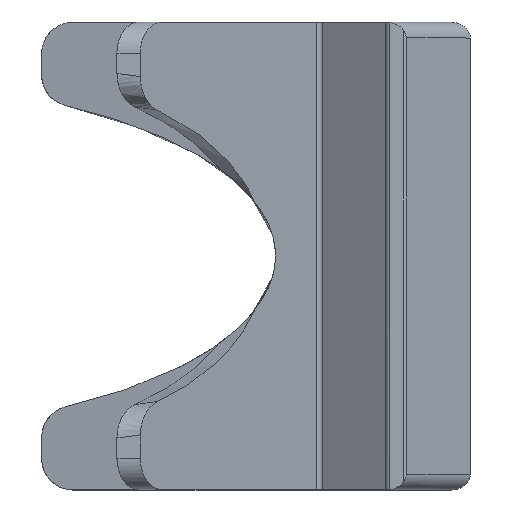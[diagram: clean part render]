
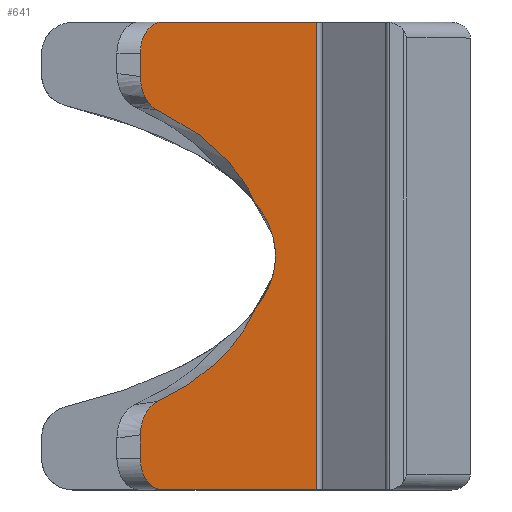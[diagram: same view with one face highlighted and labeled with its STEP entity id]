
A CAD part, top view. The second image highlights one B-rep face of the part: STEP entity #641.
In plain terms, the highlighted planar face has unit normal (0.819, 0, 0.574).
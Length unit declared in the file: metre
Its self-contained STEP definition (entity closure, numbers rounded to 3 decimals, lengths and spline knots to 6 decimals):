
#38=B_SPLINE_CURVE_WITH_KNOTS('',3,(#1095,#1096,#1097,#1098,#1099),
 .UNSPECIFIED.,.F.,.F.,(4,1,4),(0.,0.003067,0.006135),
 .UNSPECIFIED.);
#39=B_SPLINE_CURVE_WITH_KNOTS('',3,(#1100,#1101,#1102,#1103,#1104,#1105,
#1106,#1107,#1108,#1109,#1110),.UNSPECIFIED.,.F.,.F.,(4,1,1,1,1,1,1,1,4),
(0.027513,0.029657,0.0318,0.033943,
0.036086,0.038229,0.040372,0.042515,
0.044658),.UNSPECIFIED.);
#40=B_SPLINE_CURVE_WITH_KNOTS('',3,(#1111,#1112,#1113,#1114,#1115),
 .UNSPECIFIED.,.F.,.F.,(4,1,4),(0.,0.003064,
0.006128),.UNSPECIFIED.);
#67=ELLIPSE('',#684,0.0525,0.022136);
#70=ELLIPSE('',#687,0.0525,0.022136);
#77=ELLIPSE('',#705,0.004883,0.004);
#78=ELLIPSE('',#706,0.004883,0.004);
#149=ORIENTED_EDGE('',*,*,#340,.F.);
#150=ORIENTED_EDGE('',*,*,#341,.T.);
#151=ORIENTED_EDGE('',*,*,#342,.T.);
#152=ORIENTED_EDGE('',*,*,#343,.T.);
#153=ORIENTED_EDGE('',*,*,#319,.F.);
#154=ORIENTED_EDGE('',*,*,#344,.T.);
#155=ORIENTED_EDGE('',*,*,#291,.T.);
#156=ORIENTED_EDGE('',*,*,#345,.F.);
#157=ORIENTED_EDGE('',*,*,#297,.T.);
#158=ORIENTED_EDGE('',*,*,#346,.T.);
#159=ORIENTED_EDGE('',*,*,#347,.F.);
#160=ORIENTED_EDGE('',*,*,#348,.T.);
#291=EDGE_CURVE('',#390,#391,#67,.T.);
#297=EDGE_CURVE('',#397,#396,#70,.T.);
#319=EDGE_CURVE('',#414,#415,#460,.T.);
#340=EDGE_CURVE('',#432,#433,#478,.T.);
#341=EDGE_CURVE('',#432,#434,#479,.T.);
#342=EDGE_CURVE('',#434,#435,#480,.T.);
#343=EDGE_CURVE('',#435,#415,#77,.F.);
#344=EDGE_CURVE('',#414,#390,#38,.T.);
#345=EDGE_CURVE('',#397,#391,#39,.T.);
#346=EDGE_CURVE('',#396,#436,#40,.T.);
#347=EDGE_CURVE('',#437,#436,#481,.T.);
#348=EDGE_CURVE('',#437,#433,#78,.F.);
#390=VERTEX_POINT('',#941);
#391=VERTEX_POINT('',#942);
#396=VERTEX_POINT('',#971);
#397=VERTEX_POINT('',#973);
#414=VERTEX_POINT('',#1040);
#415=VERTEX_POINT('',#1041);
#432=VERTEX_POINT('',#1088);
#433=VERTEX_POINT('',#1089);
#434=VERTEX_POINT('',#1091);
#435=VERTEX_POINT('',#1093);
#436=VERTEX_POINT('',#1116);
#437=VERTEX_POINT('',#1118);
#460=LINE('',#1039,#509);
#478=LINE('',#1087,#527);
#479=LINE('',#1090,#528);
#480=LINE('',#1092,#529);
#481=LINE('',#1117,#530);
#509=VECTOR('',#795,1.);
#527=VECTOR('',#829,1.);
#528=VECTOR('',#830,1.);
#529=VECTOR('',#831,1.);
#530=VECTOR('',#834,1.);
#555=EDGE_LOOP('',(#149,#150,#151,#152,#153,#154,#155,#156,#157,#158,#159,
#160));
#590=FACE_BOUND('',#555,.T.);
#623=PLANE('',#704);
#641=ADVANCED_FACE('',(#590),#623,.F.);
#684=AXIS2_PLACEMENT_3D('',#940,#758,#759);
#687=AXIS2_PLACEMENT_3D('',#972,#764,#765);
#704=AXIS2_PLACEMENT_3D('',#1086,#827,#828);
#705=AXIS2_PLACEMENT_3D('',#1094,#832,#833);
#706=AXIS2_PLACEMENT_3D('',#1119,#835,#836);
#758=DIRECTION('',(-0.819,0.,-0.574));
#759=DIRECTION('',(-0.574,0.,0.819));
#764=DIRECTION('',(-0.819,0.,-0.574));
#765=DIRECTION('',(-0.574,0.,0.819));
#795=DIRECTION('',(0.,1.,0.));
#827=DIRECTION('',(-0.819,0.,-0.574));
#828=DIRECTION('',(-0.574,0.,0.819));
#829=DIRECTION('',(-0.574,0.,0.819));
#830=DIRECTION('',(0.,1.,0.));
#831=DIRECTION('',(-0.574,0.,0.819));
#832=DIRECTION('',(-0.819,0.,-0.574));
#833=DIRECTION('',(-0.574,0.,0.819));
#834=DIRECTION('',(0.,1.,0.));
#835=DIRECTION('',(-0.819,0.,-0.574));
#836=DIRECTION('',(0.574,0.,-0.819));
#940=CARTESIAN_POINT('',(-0.036835,0.,0.055107));
#941=CARTESIAN_POINT('',(-0.020734,0.018706,0.032111));
#942=CARTESIAN_POINT('',(-0.008233,0.006922,0.014257));
#971=CARTESIAN_POINT('',(-0.020734,-0.018706,0.032111));
#972=CARTESIAN_POINT('',(-0.036835,0.,0.055107));
#973=CARTESIAN_POINT('',(-0.008233,-0.006922,0.014257));
#1039=CARTESIAN_POINT('',(-0.022943,-0.03,0.035266));
#1040=CARTESIAN_POINT('',(-0.022943,0.022983,0.035266));
#1041=CARTESIAN_POINT('',(-0.022943,0.026,0.035266));
#1086=CARTESIAN_POINT('',(-0.011472,-0.03,0.018883));
#1087=CARTESIAN_POINT('',(-0.011472,-0.03,0.018883));
#1088=CARTESIAN_POINT('',(-0.000287,-0.03,0.00291));
#1089=CARTESIAN_POINT('',(-0.020142,-0.03,0.031266));
#1090=CARTESIAN_POINT('',(-0.000287,0.03,0.00291));
#1091=CARTESIAN_POINT('',(-0.000287,0.03,0.00291));
#1092=CARTESIAN_POINT('',(-0.011472,0.03,0.018883));
#1093=CARTESIAN_POINT('',(-0.020142,0.03,0.031266));
#1094=CARTESIAN_POINT('',(-0.020142,0.026,0.031266));
#1095=CARTESIAN_POINT('',(-0.022943,0.022983,0.035266));
#1096=CARTESIAN_POINT('',(-0.022943,0.021943,0.035266));
#1097=CARTESIAN_POINT('',(-0.022377,0.01999,0.034458));
#1098=CARTESIAN_POINT('',(-0.021307,0.018972,0.03293));
#1099=CARTESIAN_POINT('',(-0.020734,0.018706,0.032111));
#1100=CARTESIAN_POINT('',(-0.008233,-0.006922,0.014257));
#1101=CARTESIAN_POINT('',(-0.007901,-0.006497,0.013784));
#1102=CARTESIAN_POINT('',(-0.007262,-0.005592,0.012872));
#1103=CARTESIAN_POINT('',(-0.00643,-0.004044,0.011682));
#1104=CARTESIAN_POINT('',(-0.005778,-0.002169,0.010752));
#1105=CARTESIAN_POINT('',(-0.005513,-0.000019,0.010373));
#1106=CARTESIAN_POINT('',(-0.005772,0.002145,0.010743));
#1107=CARTESIAN_POINT('',(-0.006415,0.004012,0.011661));
#1108=CARTESIAN_POINT('',(-0.007266,0.0056,0.012877));
#1109=CARTESIAN_POINT('',(-0.007902,0.006498,0.013786));
#1110=CARTESIAN_POINT('',(-0.008233,0.006922,0.014257));
#1111=CARTESIAN_POINT('',(-0.020734,-0.018706,0.032111));
#1112=CARTESIAN_POINT('',(-0.021308,-0.018973,0.032931));
#1113=CARTESIAN_POINT('',(-0.022371,-0.019981,0.03445));
#1114=CARTESIAN_POINT('',(-0.022943,-0.021941,0.035266));
#1115=CARTESIAN_POINT('',(-0.022943,-0.022983,0.035266));
#1116=CARTESIAN_POINT('',(-0.022943,-0.022983,0.035266));
#1117=CARTESIAN_POINT('',(-0.022943,-0.03,0.035266));
#1118=CARTESIAN_POINT('',(-0.022943,-0.026,0.035266));
#1119=CARTESIAN_POINT('',(-0.020142,-0.026,0.031266));
